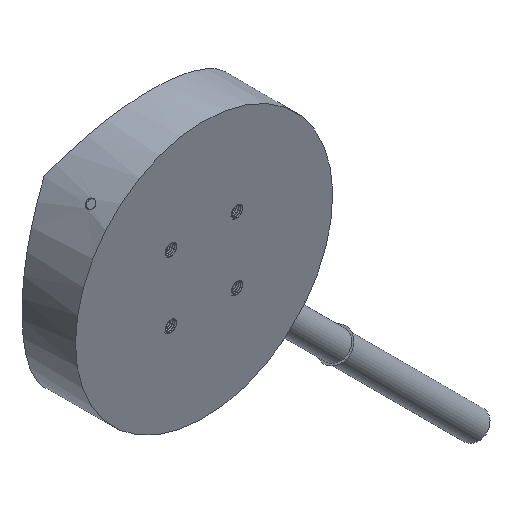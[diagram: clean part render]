
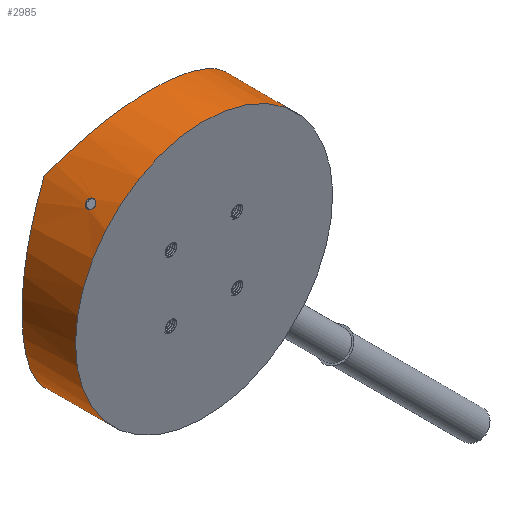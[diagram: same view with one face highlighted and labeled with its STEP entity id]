
A CAD part, isometric view. The second image highlights one B-rep face of the part: STEP entity #2985.
In plain terms, the highlighted cylindrical face has radius 33 mm (diameter 66 mm), a partial arc.
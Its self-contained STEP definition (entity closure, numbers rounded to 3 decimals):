
#52=FACE_BOUND('',#367,.T.);
#60=ELLIPSE('',#3139,35.719,33.);
#61=ELLIPSE('',#3146,35.719,33.);
#62=ELLIPSE('',#3156,35.719,33.);
#63=ELLIPSE('',#3165,35.719,33.);
#213=FACE_OUTER_BOUND('',#366,.T.);
#366=EDGE_LOOP('',(#2672,#2673,#2674,#2675,#2676,#2677,#2678,#2679,#2680));
#367=EDGE_LOOP('',(#2681,#2682));
#465=CIRCLE('',#3204,33.);
#761=B_SPLINE_CURVE_WITH_KNOTS('',3,(#23633,#23634,#23635,#23636,#23637,
#23638,#23639,#23640,#23641,#23642,#23643,#23644,#23645,#23646,#23647,#23648,
#23649,#23650,#23651),.UNSPECIFIED.,.F.,.F.,(4,2,2,2,3,2,2,2,4),(-0.169,
-0.127,-0.084,-0.042,0.,0.042,
0.084,0.127,0.169),.UNSPECIFIED.);
#762=B_SPLINE_CURVE_WITH_KNOTS('',3,(#23652,#23653,#23654,#23655,#23656,
#23657,#23658,#23659,#23660,#23661,#23662,#23663,#23664,#23665,#23666,#23667,
#23668,#23669),.UNSPECIFIED.,.F.,.F.,(4,2,2,2,2,2,2,2,4),(-0.507,
-0.465,-0.422,-0.38,-0.338,
-0.296,-0.254,-0.211,-0.169),
 .UNSPECIFIED.);
#866=LINE('',#26785,#972);
#868=LINE('',#26788,#974);
#869=LINE('',#26790,#975);
#870=LINE('',#26791,#976);
#972=VECTOR('',#3671,10.);
#974=VECTOR('',#3673,10.);
#975=VECTOR('',#3676,10.);
#976=VECTOR('',#3677,10.);
#1283=VERTEX_POINT('',#23564);
#1284=VERTEX_POINT('',#23565);
#1291=VERTEX_POINT('',#23582);
#1297=VERTEX_POINT('',#23603);
#1303=VERTEX_POINT('',#23621);
#1306=VERTEX_POINT('',#23630);
#1307=VERTEX_POINT('',#23632);
#1323=VERTEX_POINT('',#26778);
#1324=VERTEX_POINT('',#26780);
#1325=VERTEX_POINT('',#26784);
#1326=VERTEX_POINT('',#26786);
#1708=EDGE_CURVE('',#1283,#1284,#60,.T.);
#1717=EDGE_CURVE('',#1284,#1291,#61,.T.);
#1727=EDGE_CURVE('',#1297,#1283,#62,.T.);
#1738=EDGE_CURVE('',#1303,#1297,#63,.T.);
#1742=EDGE_CURVE('',#1307,#1306,#761,.F.);
#1743=EDGE_CURVE('',#1306,#1307,#762,.F.);
#1785=EDGE_CURVE('',#1325,#1323,#866,.T.);
#1787=EDGE_CURVE('',#1324,#1326,#868,.T.);
#1788=EDGE_CURVE('',#1291,#1324,#869,.T.);
#1789=EDGE_CURVE('',#1323,#1303,#870,.T.);
#1790=EDGE_CURVE('',#1326,#1325,#465,.F.);
#2672=ORIENTED_EDGE('',*,*,#1785,.T.);
#2673=ORIENTED_EDGE('',*,*,#1789,.T.);
#2674=ORIENTED_EDGE('',*,*,#1738,.T.);
#2675=ORIENTED_EDGE('',*,*,#1727,.T.);
#2676=ORIENTED_EDGE('',*,*,#1708,.T.);
#2677=ORIENTED_EDGE('',*,*,#1717,.T.);
#2678=ORIENTED_EDGE('',*,*,#1788,.T.);
#2679=ORIENTED_EDGE('',*,*,#1787,.T.);
#2680=ORIENTED_EDGE('',*,*,#1790,.T.);
#2681=ORIENTED_EDGE('',*,*,#1742,.T.);
#2682=ORIENTED_EDGE('',*,*,#1743,.T.);
#2863=CYLINDRICAL_SURFACE('',#3203,33.);
#2985=ADVANCED_FACE('',(#213,#52),#2863,.T.);
#3139=AXIS2_PLACEMENT_3D('',#23566,#3523,#3524);
#3146=AXIS2_PLACEMENT_3D('',#23584,#3541,#3542);
#3156=AXIS2_PLACEMENT_3D('',#23604,#3565,#3566);
#3165=AXIS2_PLACEMENT_3D('',#23624,#3588,#3589);
#3203=AXIS2_PLACEMENT_3D('',#26792,#3678,#3679);
#3204=AXIS2_PLACEMENT_3D('',#26793,#3680,#3681);
#3523=DIRECTION('center_axis',(0.383,-0.924,0.));
#3524=DIRECTION('ref_axis',(-0.924,-0.383,0.));
#3541=DIRECTION('center_axis',(0.,-0.924,
0.383));
#3542=DIRECTION('ref_axis',(0.,-0.383,-0.924));
#3565=DIRECTION('center_axis',(0.,-0.924,
-0.383));
#3566=DIRECTION('ref_axis',(0.,0.383,-0.924));
#3588=DIRECTION('center_axis',(-0.383,-0.924,0.));
#3589=DIRECTION('ref_axis',(-0.924,0.383,0.));
#3671=DIRECTION('',(0.,1.,0.));
#3673=DIRECTION('',(0.,-1.,0.));
#3676=DIRECTION('',(0.,-1.,0.));
#3677=DIRECTION('',(0.,1.,0.));
#3678=DIRECTION('center_axis',(0.,1.,0.));
#3679=DIRECTION('ref_axis',(-0.707,0.,0.707));
#3680=DIRECTION('center_axis',(0.,-1.,0.));
#3681=DIRECTION('ref_axis',(0.,0.,
-1.));
#23564=CARTESIAN_POINT('',(-23.335,17.745,23.335));
#23565=CARTESIAN_POINT('',(-23.335,17.745,-23.335));
#23566=CARTESIAN_POINT('Origin',(0.,27.411,0.));
#23582=CARTESIAN_POINT('',(20.334,16.645,-25.991));
#23584=CARTESIAN_POINT('Origin',(0.,27.411,0.));
#23603=CARTESIAN_POINT('',(23.335,17.745,23.335));
#23604=CARTESIAN_POINT('Origin',(0.,27.411,0.));
#23621=CARTESIAN_POINT('',(25.991,16.645,-20.334));
#23624=CARTESIAN_POINT('Origin',(0.,27.411,0.));
#23630=CARTESIAN_POINT('',(-23.334,6.927,23.335));
#23632=CARTESIAN_POINT('',(-23.334,4.673,23.335));
#23633=CARTESIAN_POINT('Ctrl Pts',(-23.334,6.927,23.335));
#23634=CARTESIAN_POINT('Ctrl Pts',(-23.434,6.927,23.235));
#23635=CARTESIAN_POINT('Ctrl Pts',(-23.54,6.898,23.128));
#23636=CARTESIAN_POINT('Ctrl Pts',(-23.732,6.782,22.931));
#23637=CARTESIAN_POINT('Ctrl Pts',(-23.819,6.695,22.84));
#23638=CARTESIAN_POINT('Ctrl Pts',(-23.955,6.494,22.697));
#23639=CARTESIAN_POINT('Ctrl Pts',(-24.014,6.368,22.635));
#23640=CARTESIAN_POINT('Ctrl Pts',(-24.091,6.091,22.552));
#23641=CARTESIAN_POINT('Ctrl Pts',(-24.11,5.941,22.532));
#23642=CARTESIAN_POINT('Ctrl Pts',(-24.11,5.8,22.532));
#23643=CARTESIAN_POINT('Ctrl Pts',(-24.11,5.66,22.532));
#23644=CARTESIAN_POINT('Ctrl Pts',(-24.091,5.51,22.552));
#23645=CARTESIAN_POINT('Ctrl Pts',(-24.014,5.234,22.634));
#23646=CARTESIAN_POINT('Ctrl Pts',(-23.956,5.107,22.696));
#23647=CARTESIAN_POINT('Ctrl Pts',(-23.82,4.906,22.839));
#23648=CARTESIAN_POINT('Ctrl Pts',(-23.733,4.818,22.93));
#23649=CARTESIAN_POINT('Ctrl Pts',(-23.54,4.702,23.128));
#23650=CARTESIAN_POINT('Ctrl Pts',(-23.434,4.673,23.235));
#23651=CARTESIAN_POINT('Ctrl Pts',(-23.334,4.673,23.335));
#23652=CARTESIAN_POINT('Ctrl Pts',(-23.334,4.673,23.335));
#23653=CARTESIAN_POINT('Ctrl Pts',(-23.235,4.673,23.434));
#23654=CARTESIAN_POINT('Ctrl Pts',(-23.128,4.702,23.54));
#23655=CARTESIAN_POINT('Ctrl Pts',(-22.93,4.818,23.732));
#23656=CARTESIAN_POINT('Ctrl Pts',(-22.84,4.905,23.819));
#23657=CARTESIAN_POINT('Ctrl Pts',(-22.697,5.106,23.956));
#23658=CARTESIAN_POINT('Ctrl Pts',(-22.634,5.232,24.014));
#23659=CARTESIAN_POINT('Ctrl Pts',(-22.552,5.509,24.092));
#23660=CARTESIAN_POINT('Ctrl Pts',(-22.532,5.659,24.111));
#23661=CARTESIAN_POINT('Ctrl Pts',(-22.532,5.941,24.111));
#23662=CARTESIAN_POINT('Ctrl Pts',(-22.552,6.091,24.092));
#23663=CARTESIAN_POINT('Ctrl Pts',(-22.634,6.368,24.014));
#23664=CARTESIAN_POINT('Ctrl Pts',(-22.697,6.494,23.956));
#23665=CARTESIAN_POINT('Ctrl Pts',(-22.84,6.695,23.819));
#23666=CARTESIAN_POINT('Ctrl Pts',(-22.93,6.782,23.732));
#23667=CARTESIAN_POINT('Ctrl Pts',(-23.128,6.898,23.54));
#23668=CARTESIAN_POINT('Ctrl Pts',(-23.235,6.927,23.434));
#23669=CARTESIAN_POINT('Ctrl Pts',(-23.334,6.927,23.335));
#26778=CARTESIAN_POINT('',(25.991,10.817,-20.334));
#26780=CARTESIAN_POINT('',(20.334,10.817,-25.991));
#26784=CARTESIAN_POINT('',(25.991,0.,-20.334));
#26785=CARTESIAN_POINT('',(25.991,19.291,-20.334));
#26786=CARTESIAN_POINT('',(20.334,0.,-25.991));
#26788=CARTESIAN_POINT('',(20.334,19.291,-25.991));
#26790=CARTESIAN_POINT('',(20.334,19.291,-25.991));
#26791=CARTESIAN_POINT('',(25.991,19.291,-20.334));
#26792=CARTESIAN_POINT('Origin',(0.,19.291,
0.));
#26793=CARTESIAN_POINT('Origin',(0.,0.,0.));
